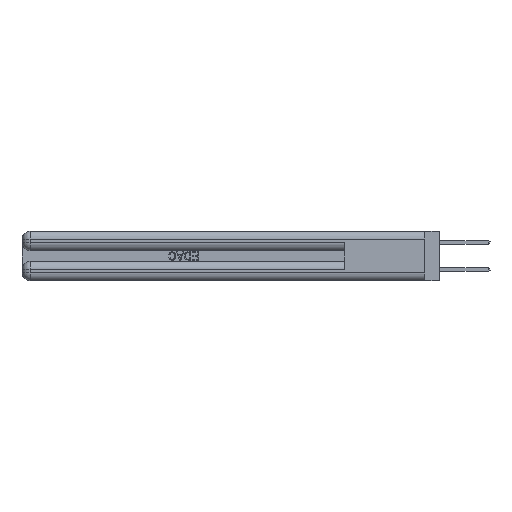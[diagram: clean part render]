
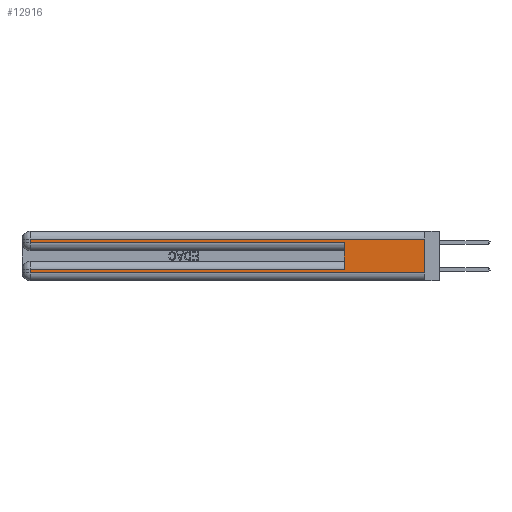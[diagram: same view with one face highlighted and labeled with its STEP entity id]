
A CAD part, left-side view. The second image highlights one B-rep face of the part: STEP entity #12916.
In plain terms, the highlighted planar face has unit normal (-1, 0, 0).
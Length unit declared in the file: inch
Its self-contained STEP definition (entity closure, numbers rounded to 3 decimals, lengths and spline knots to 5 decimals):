
#1040 = DIRECTION ( 'NONE',  ( 0., 0., -1. ) ) ;
#1440 = DIRECTION ( 'NONE',  ( 0., 1., 0. ) ) ;
#1605 = DIRECTION ( 'NONE',  ( 1., 0., 0. ) ) ;
#1732 = ORIENTED_EDGE ( 'NONE', *, *, #21053, .T. ) ;
#5376 = LINE ( 'NONE', #33988, #24122 ) ;
#5702 = EDGE_CURVE ( 'NONE', #39432, #21402, #34610, .T. ) ;
#5956 = ORIENTED_EDGE ( 'NONE', *, *, #44326, .T. ) ;
#6529 = CARTESIAN_POINT ( 'NONE',  ( 0., 0.6, 0.085 ) ) ;
#6603 = VERTEX_POINT ( 'NONE', #11048 ) ;
#7651 = EDGE_LOOP ( 'NONE', ( #24849, #39789, #1732, #28385, #45565, #34984, #41328, #5956 ) ) ;
#8549 = LINE ( 'NONE', #37040, #45631 ) ;
#9090 = CARTESIAN_POINT ( 'NONE',  ( 0., 0., 0.06 ) ) ;
#9539 = LINE ( 'NONE', #26101, #47712 ) ;
#9841 = LINE ( 'NONE', #27634, #46879 ) ;
#11048 = CARTESIAN_POINT ( 'NONE',  ( 0., 0.6, 0.285 ) ) ;
#11381 = LINE ( 'NONE', #30774, #39829 ) ;
#12916 = ADVANCED_FACE ( 'NONE', ( #31238 ), #20319, .F. ) ;
#13642 = CARTESIAN_POINT ( 'NONE',  ( 0., 0., 0.06 ) ) ;
#14881 = DIRECTION ( 'NONE',  ( 0., 1., 0. ) ) ;
#17434 = DIRECTION ( 'NONE',  ( 0., -1., 0. ) ) ;
#17611 = VECTOR ( 'NONE', #17434, 39.37008 ) ;
#17700 = CARTESIAN_POINT ( 'NONE',  ( 0., 2.94, 0.06 ) ) ;
#17776 = EDGE_CURVE ( 'NONE', #32667, #34795, #41744, .T. ) ;
#18755 = DIRECTION ( 'NONE',  ( 0., 0., -1. ) ) ;
#19303 = EDGE_CURVE ( 'NONE', #44999, #32667, #8549, .T. ) ;
#20319 = PLANE ( 'NONE',  #43753 ) ;
#21053 = EDGE_CURVE ( 'NONE', #35786, #36422, #9539, .T. ) ;
#21402 = VERTEX_POINT ( 'NONE', #9090 ) ;
#24122 = VECTOR ( 'NONE', #41389, 39.37008 ) ;
#24804 = VECTOR ( 'NONE', #40154, 39.37008 ) ;
#24849 = ORIENTED_EDGE ( 'NONE', *, *, #5702, .F. ) ;
#25965 = CARTESIAN_POINT ( 'NONE',  ( 0., 2.94, 0.31 ) ) ;
#26101 = CARTESIAN_POINT ( 'NONE',  ( 0., 2.94, 0.37 ) ) ;
#27422 = CARTESIAN_POINT ( 'NONE',  ( 0., 0., 0.31 ) ) ;
#27634 = CARTESIAN_POINT ( 'NONE',  ( 0., 0., 0.31 ) ) ;
#27812 = DIRECTION ( 'NONE',  ( 0., 0., -1. ) ) ;
#28385 = ORIENTED_EDGE ( 'NONE', *, *, #47469, .T. ) ;
#30774 = CARTESIAN_POINT ( 'NONE',  ( 0., 0., 0.285 ) ) ;
#31238 = FACE_OUTER_BOUND ( 'NONE', #7651, .T. ) ;
#32667 = VERTEX_POINT ( 'NONE', #41767 ) ;
#32989 = CARTESIAN_POINT ( 'NONE',  ( 0., 2.94, 0.285 ) ) ;
#33272 = EDGE_CURVE ( 'NONE', #44999, #6603, #5376, .T. ) ;
#33988 = CARTESIAN_POINT ( 'NONE',  ( 0., 0.6, 0.145 ) ) ;
#34469 = DIRECTION ( 'NONE',  ( 0., -1., 0. ) ) ;
#34610 = LINE ( 'NONE', #36439, #24804 ) ;
#34795 = VERTEX_POINT ( 'NONE', #17700 ) ;
#34984 = ORIENTED_EDGE ( 'NONE', *, *, #19303, .T. ) ;
#35786 = VERTEX_POINT ( 'NONE', #25965 ) ;
#36422 = VERTEX_POINT ( 'NONE', #32989 ) ;
#36439 = CARTESIAN_POINT ( 'NONE',  ( 0., 0., 0.37 ) ) ;
#37040 = CARTESIAN_POINT ( 'NONE',  ( 0., 0., 0.085 ) ) ;
#39432 = VERTEX_POINT ( 'NONE', #27422 ) ;
#39789 = ORIENTED_EDGE ( 'NONE', *, *, #40815, .T. ) ;
#39829 = VECTOR ( 'NONE', #34469, 39.37008 ) ;
#40154 = DIRECTION ( 'NONE',  ( 0., 0., -1. ) ) ;
#40815 = EDGE_CURVE ( 'NONE', #39432, #35786, #9841, .T. ) ;
#41328 = ORIENTED_EDGE ( 'NONE', *, *, #17776, .T. ) ;
#41389 = DIRECTION ( 'NONE',  ( 0., 0., 1. ) ) ;
#41744 = LINE ( 'NONE', #45550, #42903 ) ;
#41767 = CARTESIAN_POINT ( 'NONE',  ( 0., 2.94, 0.085 ) ) ;
#42903 = VECTOR ( 'NONE', #1040, 39.37008 ) ;
#43753 = AXIS2_PLACEMENT_3D ( 'NONE', #46089, #1605, #27812 ) ;
#44326 = EDGE_CURVE ( 'NONE', #34795, #21402, #47005, .T. ) ;
#44999 = VERTEX_POINT ( 'NONE', #6529 ) ;
#45550 = CARTESIAN_POINT ( 'NONE',  ( 0., 2.94, 0.37 ) ) ;
#45565 = ORIENTED_EDGE ( 'NONE', *, *, #33272, .F. ) ;
#45631 = VECTOR ( 'NONE', #14881, 39.37008 ) ;
#46089 = CARTESIAN_POINT ( 'NONE',  ( 0., 0., 0.37 ) ) ;
#46879 = VECTOR ( 'NONE', #1440, 39.37008 ) ;
#47005 = LINE ( 'NONE', #13642, #17611 ) ;
#47469 = EDGE_CURVE ( 'NONE', #36422, #6603, #11381, .T. ) ;
#47712 = VECTOR ( 'NONE', #18755, 39.37008 ) ;
